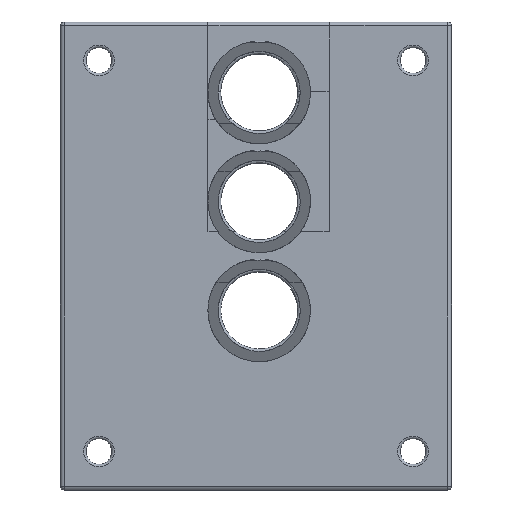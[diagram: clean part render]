
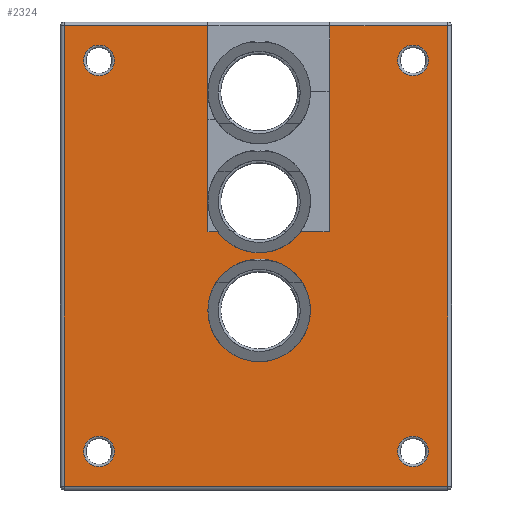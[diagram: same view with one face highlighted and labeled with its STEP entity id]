
A CAD part, top view. The second image highlights one B-rep face of the part: STEP entity #2324.
In plain terms, the highlighted planar face has unit normal (0, 0, 1).
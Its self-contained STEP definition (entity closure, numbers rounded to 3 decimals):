
#21=FACE_BOUND('',#432,.T.);
#22=FACE_BOUND('',#433,.T.);
#23=FACE_BOUND('',#434,.T.);
#24=FACE_BOUND('',#435,.T.);
#25=FACE_BOUND('',#436,.T.);
#114=CIRCLE('',#2512,4.);
#115=CIRCLE('',#2513,1.2);
#116=CIRCLE('',#2514,1.2);
#117=CIRCLE('',#2515,1.2);
#118=CIRCLE('',#2516,1.2);
#119=CIRCLE('',#2517,4.);
#287=FACE_OUTER_BOUND('',#431,.T.);
#431=EDGE_LOOP('',(#1679,#1680,#1681,#1682,#1683,#1684,#1685,#1686,#1687,
#1688,#1689,#1690));
#432=EDGE_LOOP('',(#1691));
#433=EDGE_LOOP('',(#1692));
#434=EDGE_LOOP('',(#1693));
#435=EDGE_LOOP('',(#1694));
#436=EDGE_LOOP('',(#1695));
#647=LINE('',#3749,#808);
#650=LINE('',#3755,#811);
#652=LINE('',#3764,#813);
#663=LINE('',#3792,#824);
#664=LINE('',#3794,#825);
#665=LINE('',#3797,#826);
#666=LINE('',#3799,#827);
#667=LINE('',#3801,#828);
#668=LINE('',#3803,#829);
#669=LINE('',#3805,#830);
#670=LINE('',#3806,#831);
#808=VECTOR('',#2905,10.);
#811=VECTOR('',#2910,10.);
#813=VECTOR('',#2918,10.);
#824=VECTOR('',#2943,10.);
#825=VECTOR('',#2944,10.);
#826=VECTOR('',#2947,10.);
#827=VECTOR('',#2948,10.);
#828=VECTOR('',#2949,10.);
#829=VECTOR('',#2950,10.);
#830=VECTOR('',#2951,10.);
#831=VECTOR('',#2952,10.);
#985=VERTEX_POINT('',#3746);
#986=VERTEX_POINT('',#3748);
#988=VERTEX_POINT('',#3754);
#991=VERTEX_POINT('',#3762);
#992=VERTEX_POINT('',#3763);
#1002=VERTEX_POINT('',#3791);
#1003=VERTEX_POINT('',#3793);
#1004=VERTEX_POINT('',#3795);
#1005=VERTEX_POINT('',#3798);
#1006=VERTEX_POINT('',#3800);
#1007=VERTEX_POINT('',#3802);
#1008=VERTEX_POINT('',#3804);
#1009=VERTEX_POINT('',#3807);
#1010=VERTEX_POINT('',#3809);
#1011=VERTEX_POINT('',#3811);
#1012=VERTEX_POINT('',#3813);
#1013=VERTEX_POINT('',#3815);
#1231=EDGE_CURVE('',#986,#985,#647,.T.);
#1234=EDGE_CURVE('',#988,#986,#650,.T.);
#1238=EDGE_CURVE('',#991,#992,#652,.T.);
#1252=EDGE_CURVE('',#985,#1002,#663,.T.);
#1253=EDGE_CURVE('',#1002,#1003,#664,.T.);
#1254=EDGE_CURVE('',#1003,#1004,#114,.T.);
#1255=EDGE_CURVE('',#1004,#991,#665,.T.);
#1256=EDGE_CURVE('',#1005,#992,#666,.T.);
#1257=EDGE_CURVE('',#1006,#1005,#667,.T.);
#1258=EDGE_CURVE('',#1007,#1006,#668,.T.);
#1259=EDGE_CURVE('',#1008,#1007,#669,.T.);
#1260=EDGE_CURVE('',#988,#1008,#670,.T.);
#1261=EDGE_CURVE('',#1009,#1009,#115,.T.);
#1262=EDGE_CURVE('',#1010,#1010,#116,.T.);
#1263=EDGE_CURVE('',#1011,#1011,#117,.T.);
#1264=EDGE_CURVE('',#1012,#1012,#118,.T.);
#1265=EDGE_CURVE('',#1013,#1013,#119,.T.);
#1679=ORIENTED_EDGE('',*,*,#1234,.T.);
#1680=ORIENTED_EDGE('',*,*,#1231,.T.);
#1681=ORIENTED_EDGE('',*,*,#1252,.T.);
#1682=ORIENTED_EDGE('',*,*,#1253,.T.);
#1683=ORIENTED_EDGE('',*,*,#1254,.T.);
#1684=ORIENTED_EDGE('',*,*,#1255,.T.);
#1685=ORIENTED_EDGE('',*,*,#1238,.T.);
#1686=ORIENTED_EDGE('',*,*,#1256,.F.);
#1687=ORIENTED_EDGE('',*,*,#1257,.F.);
#1688=ORIENTED_EDGE('',*,*,#1258,.F.);
#1689=ORIENTED_EDGE('',*,*,#1259,.F.);
#1690=ORIENTED_EDGE('',*,*,#1260,.F.);
#1691=ORIENTED_EDGE('',*,*,#1261,.F.);
#1692=ORIENTED_EDGE('',*,*,#1262,.F.);
#1693=ORIENTED_EDGE('',*,*,#1263,.F.);
#1694=ORIENTED_EDGE('',*,*,#1264,.F.);
#1695=ORIENTED_EDGE('',*,*,#1265,.T.);
#2250=PLANE('',#2511);
#2324=ADVANCED_FACE('',(#287,#21,#22,#23,#24,#25),#2250,.T.);
#2511=AXIS2_PLACEMENT_3D('',#3790,#2941,#2942);
#2512=AXIS2_PLACEMENT_3D('',#3796,#2945,#2946);
#2513=AXIS2_PLACEMENT_3D('',#3808,#2953,#2954);
#2514=AXIS2_PLACEMENT_3D('',#3810,#2955,#2956);
#2515=AXIS2_PLACEMENT_3D('',#3812,#2957,#2958);
#2516=AXIS2_PLACEMENT_3D('',#3814,#2959,#2960);
#2517=AXIS2_PLACEMENT_3D('',#3816,#2961,#2962);
#2905=DIRECTION('',(-1.,0.,0.));
#2910=DIRECTION('',(0.,-1.,0.));
#2918=DIRECTION('',(0.,1.,0.));
#2941=DIRECTION('center_axis',(0.,0.,1.));
#2942=DIRECTION('ref_axis',(-1.,0.,0.));
#2943=DIRECTION('',(0.,-1.,0.));
#2944=DIRECTION('',(-1.,0.,0.));
#2945=DIRECTION('center_axis',(0.,0.,-1.));
#2946=DIRECTION('ref_axis',(-1.,0.,0.));
#2947=DIRECTION('',(-1.,0.,0.));
#2948=DIRECTION('',(1.,0.,0.));
#2949=DIRECTION('',(0.,1.,0.));
#2950=DIRECTION('',(-1.,0.,0.));
#2951=DIRECTION('',(0.,-1.,0.));
#2952=DIRECTION('',(1.,0.,0.));
#2953=DIRECTION('center_axis',(0.,0.,1.));
#2954=DIRECTION('ref_axis',(-1.,0.,0.));
#2955=DIRECTION('center_axis',(0.,0.,1.));
#2956=DIRECTION('ref_axis',(-1.,0.,0.));
#2957=DIRECTION('center_axis',(0.,0.,1.));
#2958=DIRECTION('ref_axis',(-1.,0.,0.));
#2959=DIRECTION('center_axis',(0.,0.,1.));
#2960=DIRECTION('ref_axis',(-1.,0.,0.));
#2961=DIRECTION('center_axis',(0.,0.,-1.));
#2962=DIRECTION('ref_axis',(-1.,0.,0.));
#3746=CARTESIAN_POINT('',(5.952,10.435,4.56));
#3748=CARTESIAN_POINT('',(6.,10.435,4.56));
#3749=CARTESIAN_POINT('',(-1.625,10.435,4.56));
#3754=CARTESIAN_POINT('',(6.,16.2,4.56));
#3755=CARTESIAN_POINT('',(6.,3.181,4.56));
#3762=CARTESIAN_POINT('',(-3.5,0.133,4.56));
#3763=CARTESIAN_POINT('',(-3.5,16.2,4.56));
#3764=CARTESIAN_POINT('',(-3.5,7.629,4.56));
#3790=CARTESIAN_POINT('Origin',(0.25,-1.75,4.56));
#3791=CARTESIAN_POINT('',(5.952,0.133,4.56));
#3792=CARTESIAN_POINT('',(5.952,-1.745,4.56));
#3793=CARTESIAN_POINT('',(3.725,0.133,4.56));
#3794=CARTESIAN_POINT('',(-1.625,0.133,4.56));
#3795=CARTESIAN_POINT('',(-2.725,0.133,4.56));
#3796=CARTESIAN_POINT('Origin',(0.5,2.5,4.56));
#3797=CARTESIAN_POINT('',(-1.625,0.133,4.56));
#3798=CARTESIAN_POINT('',(-14.7,16.2,4.56));
#3799=CARTESIAN_POINT('',(7.875,16.2,4.56));
#3800=CARTESIAN_POINT('',(-14.7,-19.7,4.56));
#3801=CARTESIAN_POINT('',(-14.7,7.375,4.56));
#3802=CARTESIAN_POINT('',(15.2,-19.7,4.56));
#3803=CARTESIAN_POINT('',(-7.375,-19.7,4.56));
#3804=CARTESIAN_POINT('',(15.2,16.2,4.56));
#3805=CARTESIAN_POINT('',(15.2,-10.875,4.56));
#3806=CARTESIAN_POINT('',(7.875,16.2,4.56));
#3807=CARTESIAN_POINT('',(-10.8,13.5,4.56));
#3808=CARTESIAN_POINT('Origin',(-12.,13.5,4.56));
#3809=CARTESIAN_POINT('',(13.7,-17.,4.56));
#3810=CARTESIAN_POINT('Origin',(12.5,-17.,4.56));
#3811=CARTESIAN_POINT('',(-10.8,-17.,4.56));
#3812=CARTESIAN_POINT('Origin',(-12.,-17.,4.56));
#3813=CARTESIAN_POINT('',(13.7,13.5,4.56));
#3814=CARTESIAN_POINT('Origin',(12.5,13.5,4.56));
#3815=CARTESIAN_POINT('',(4.5,-6.,4.56));
#3816=CARTESIAN_POINT('Origin',(0.5,-6.,4.56));
